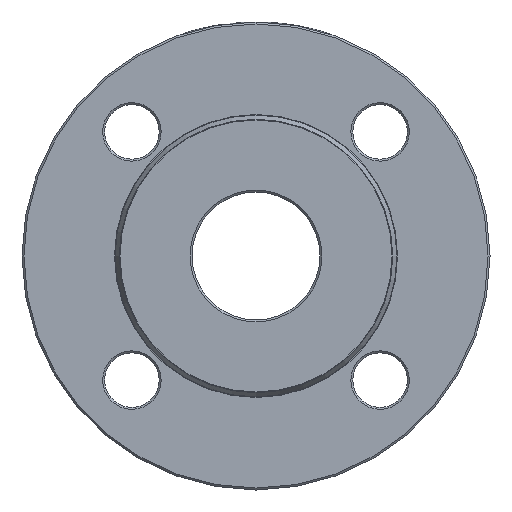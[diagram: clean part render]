
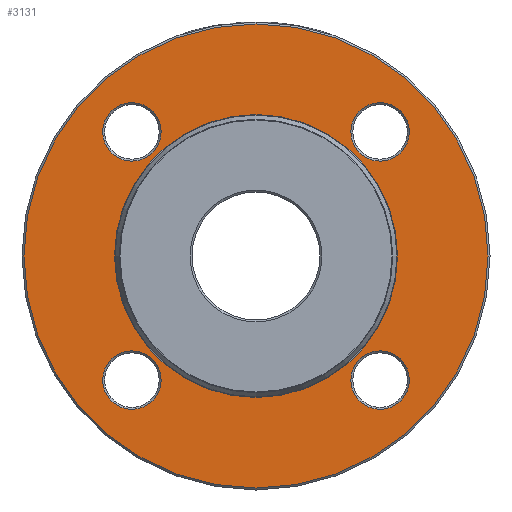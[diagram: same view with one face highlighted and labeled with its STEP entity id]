
A CAD part, left-side view. The second image highlights one B-rep face of the part: STEP entity #3131.
In plain terms, the highlighted planar face has unit normal (-1, 0, 0).
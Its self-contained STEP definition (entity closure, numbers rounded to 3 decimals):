
#63 = AXIS2_PLACEMENT_3D ( 'NONE', #1010, #3024, #4678 ) ;
#73 = AXIS2_PLACEMENT_3D ( 'NONE', #2893, #2044, #2470 ) ;
#238 = CIRCLE ( 'NONE', #63, 7.5 ) ;
#247 = CARTESIAN_POINT ( 'NONE',  ( 2., 0., -36.27 ) ) ;
#296 = VERTEX_POINT ( 'NONE', #247 ) ;
#297 = ORIENTED_EDGE ( 'NONE', *, *, #1140, .T. ) ;
#318 = FACE_BOUND ( 'NONE', #2215, .T. ) ;
#336 = ORIENTED_EDGE ( 'NONE', *, *, #2062, .T. ) ;
#378 = EDGE_LOOP ( 'NONE', ( #2988 ) ) ;
#496 = DIRECTION ( 'NONE',  ( 0., 1., 0. ) ) ;
#552 = DIRECTION ( 'NONE',  ( -1., 0., 0. ) ) ;
#653 = AXIS2_PLACEMENT_3D ( 'NONE', #2511, #4154, #496 ) ;
#768 = FACE_BOUND ( 'NONE', #3632, .T. ) ;
#1010 = CARTESIAN_POINT ( 'NONE',  ( 2., -31.82, 31.82 ) ) ;
#1069 = EDGE_LOOP ( 'NONE', ( #4006 ) ) ;
#1140 = EDGE_CURVE ( 'NONE', #3757, #3757, #1410, .T. ) ;
#1149 = AXIS2_PLACEMENT_3D ( 'NONE', #2652, #3832, #1848 ) ;
#1410 = CIRCLE ( 'NONE', #1149, 7.5 ) ;
#1439 = EDGE_LOOP ( 'NONE', ( #2503 ) ) ;
#1514 = CARTESIAN_POINT ( 'NONE',  ( 2., 39.32, 31.82 ) ) ;
#1577 = CIRCLE ( 'NONE', #653, 7.5 ) ;
#1681 = EDGE_CURVE ( 'NONE', #4225, #4225, #4665, .T. ) ;
#1747 = EDGE_CURVE ( 'NONE', #1887, #1887, #1577, .T. ) ;
#1848 = DIRECTION ( 'NONE',  ( 0., -1., 0. ) ) ;
#1887 = VERTEX_POINT ( 'NONE', #1514 ) ;
#2006 = FACE_BOUND ( 'NONE', #1439, .T. ) ;
#2044 = DIRECTION ( 'NONE',  ( 1., 0., 0. ) ) ;
#2062 = EDGE_CURVE ( 'NONE', #5164, #5164, #4485, .T. ) ;
#2083 = DIRECTION ( 'NONE',  ( 0., 0., -1. ) ) ;
#2094 = CARTESIAN_POINT ( 'NONE',  ( 2., 0., -59.5 ) ) ;
#2215 = EDGE_LOOP ( 'NONE', ( #297 ) ) ;
#2233 = VERTEX_POINT ( 'NONE', #2717 ) ;
#2393 = EDGE_CURVE ( 'NONE', #2233, #2233, #238, .T. ) ;
#2470 = DIRECTION ( 'NONE',  ( 0., 0., -1. ) ) ;
#2503 = ORIENTED_EDGE ( 'NONE', *, *, #2393, .T. ) ;
#2511 = CARTESIAN_POINT ( 'NONE',  ( 2., 31.82, 31.82 ) ) ;
#2602 = AXIS2_PLACEMENT_3D ( 'NONE', #4165, #3407, #4655 ) ;
#2652 = CARTESIAN_POINT ( 'NONE',  ( 2., -31.82, -31.82 ) ) ;
#2696 = AXIS2_PLACEMENT_3D ( 'NONE', #2779, #3156, #2735 ) ;
#2717 = CARTESIAN_POINT ( 'NONE',  ( 2., -31.82, 39.32 ) ) ;
#2735 = DIRECTION ( 'NONE',  ( 0., 0., -1. ) ) ;
#2766 = AXIS2_PLACEMENT_3D ( 'NONE', #4209, #552, #2083 ) ;
#2779 = CARTESIAN_POINT ( 'NONE',  ( 2., 36.155, 0. ) ) ;
#2893 = CARTESIAN_POINT ( 'NONE',  ( 2., 0., 0. ) ) ;
#2947 = CARTESIAN_POINT ( 'NONE',  ( 2., -39.32, -31.82 ) ) ;
#2988 = ORIENTED_EDGE ( 'NONE', *, *, #1747, .T. ) ;
#3024 = DIRECTION ( 'NONE',  ( 1., 0., 0. ) ) ;
#3083 = ORIENTED_EDGE ( 'NONE', *, *, #4208, .T. ) ;
#3131 = ADVANCED_FACE ( 'NONE', ( #318, #2006, #5265, #5238, #768, #3183 ), #4826, .F. ) ;
#3156 = DIRECTION ( 'NONE',  ( 1., 0., 0. ) ) ;
#3183 = FACE_OUTER_BOUND ( 'NONE', #1069, .T. ) ;
#3407 = DIRECTION ( 'NONE',  ( 1., 0., 0. ) ) ;
#3632 = EDGE_LOOP ( 'NONE', ( #3083 ) ) ;
#3757 = VERTEX_POINT ( 'NONE', #2947 ) ;
#3832 = DIRECTION ( 'NONE',  ( 1., 0., 0. ) ) ;
#4000 = CIRCLE ( 'NONE', #73, 36.27 ) ;
#4006 = ORIENTED_EDGE ( 'NONE', *, *, #1681, .T. ) ;
#4154 = DIRECTION ( 'NONE',  ( 1., 0., 0. ) ) ;
#4165 = CARTESIAN_POINT ( 'NONE',  ( 2., 31.82, -31.82 ) ) ;
#4208 = EDGE_CURVE ( 'NONE', #296, #296, #4000, .T. ) ;
#4209 = CARTESIAN_POINT ( 'NONE',  ( 2., 0., 0. ) ) ;
#4225 = VERTEX_POINT ( 'NONE', #2094 ) ;
#4305 = CARTESIAN_POINT ( 'NONE',  ( 2., 31.82, -39.32 ) ) ;
#4485 = CIRCLE ( 'NONE', #2602, 7.5 ) ;
#4655 = DIRECTION ( 'NONE',  ( 0., 0., -1. ) ) ;
#4657 = EDGE_LOOP ( 'NONE', ( #336 ) ) ;
#4665 = CIRCLE ( 'NONE', #2766, 59.5 ) ;
#4678 = DIRECTION ( 'NONE',  ( 0., 0., 1. ) ) ;
#4826 = PLANE ( 'NONE',  #2696 ) ;
#5164 = VERTEX_POINT ( 'NONE', #4305 ) ;
#5238 = FACE_BOUND ( 'NONE', #4657, .T. ) ;
#5265 = FACE_BOUND ( 'NONE', #378, .T. ) ;
